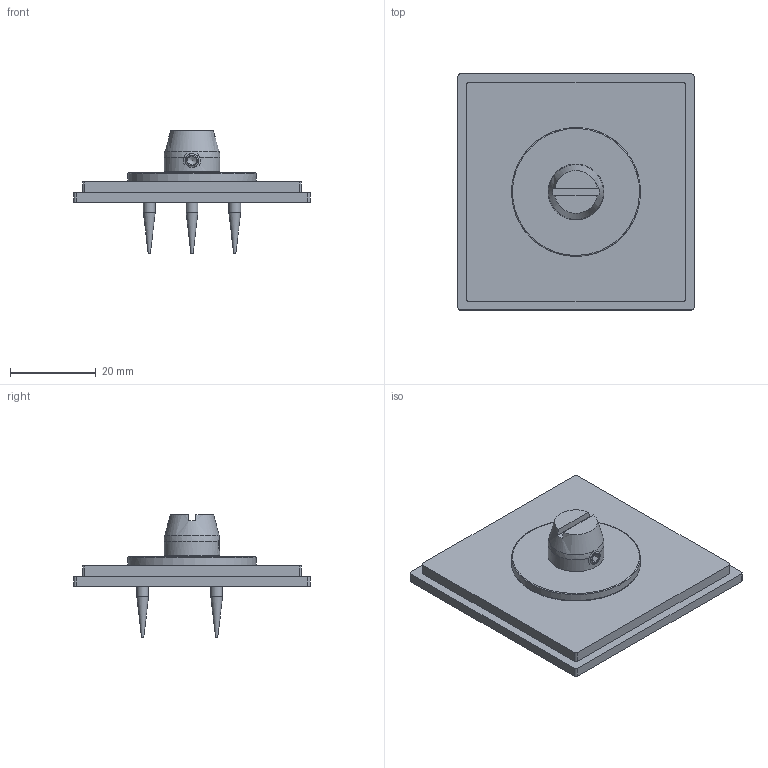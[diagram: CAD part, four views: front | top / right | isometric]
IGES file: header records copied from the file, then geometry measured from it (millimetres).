
Global section: file name: P8072-CR; native system: Autodesk Inventor 2018; preprocessor: unknown; author: adaniels; date: 20181002.154737; units: millimetre
Bounding box: 55 x 55 x 28.64 mm (x, y, z)
Volume: 15137.4 mm3; surface area: 11075.8 mm2
Topology: 9 solids, 9 shells, 128 faces, 331 edges, 225 vertices
Faces by surface type: bspline 128
